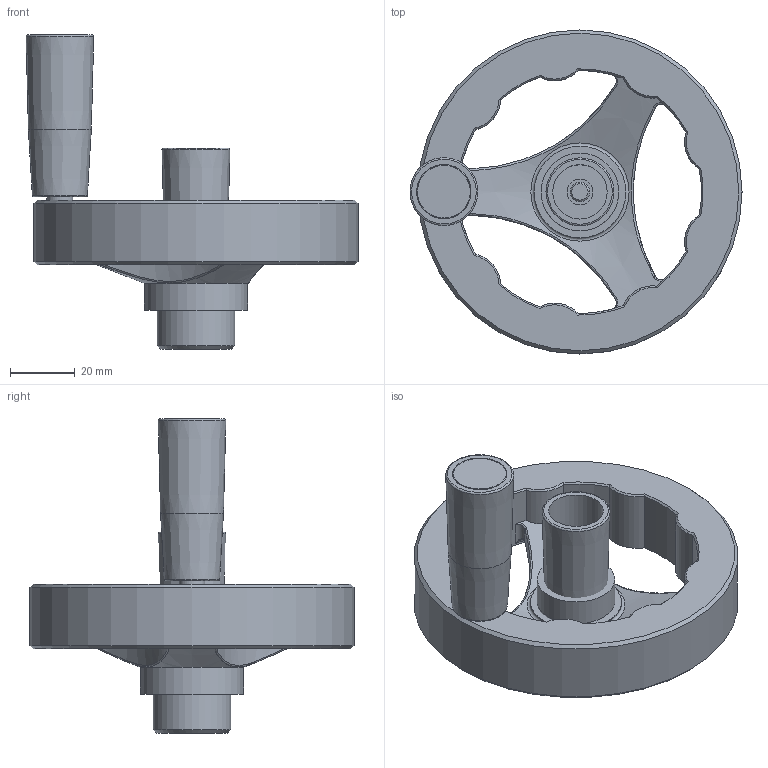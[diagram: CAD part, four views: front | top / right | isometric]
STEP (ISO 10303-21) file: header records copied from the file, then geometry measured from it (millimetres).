
FILE_DESCRIPTION( ( 'Unknown' ), '1' );
FILE_NAME( '6360005_V3RA100_MEP.stp', 'Unknown', ( 'Unknown' ), ( 'Unknown' ), 'XStep 1.0', 'Unknown', ' ' );
FILE_SCHEMA( ( 'CONFIG_CONTROL_DESIGN' ) );
Length unit declared in the file: millimetre
Products named in the file (7): Assem1; 1839400; 8900183; 1833052; 1801156; 1831148; 6359005
Bounding box: 102.45 x 100 x 96.96 mm (x, y, z)
Volume: 169090.4 mm3; surface area: 88247.3 mm2
Topology: 12 solids, 12 shells, 372 faces, 906 edges, 558 vertices
Faces by surface type: cylinder 120, plane 116, cone 68, bspline 48, torus 20
Full cylindrical faces by diameter (mm): 4 x2, 4.8 x2, 5 x4, 5.1 x2, 6 x4, 6.556 x2, 8 x4, 9 x4, 12.85 x2, 16.7 x2, 16.78 x2, 18 x2, 23.839 x2, 24 x4, 26 x4, 28.282 x2, 31.81 x2, 100 x2
Entity records: 9015 total; most frequent: CARTESIAN_POINT 4674, DIRECTION 848, ORIENTED_EDGE 786, EDGE_CURVE 393, AXIS2_PLACEMENT_3D 370, VERTEX_POINT 270, EDGE_LOOP 250, FACE_OUTER_BOUND 214
